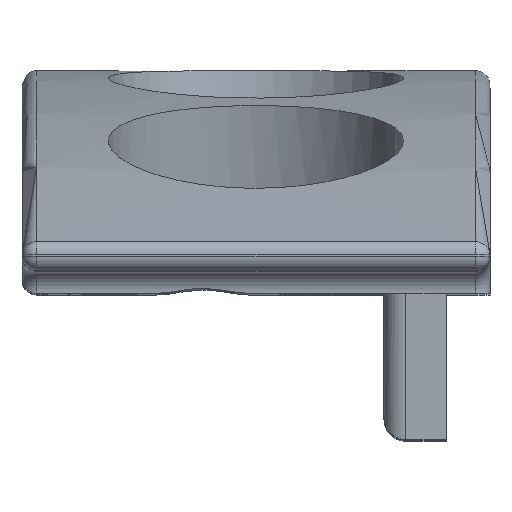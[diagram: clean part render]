
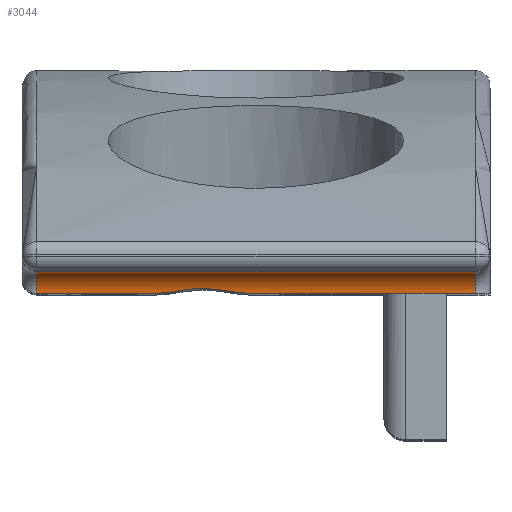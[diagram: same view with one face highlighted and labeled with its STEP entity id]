
A CAD part, top view. The second image highlights one B-rep face of the part: STEP entity #3044.
In plain terms, the highlighted cylindrical face has radius 3 mm (diameter 6 mm), a partial arc.
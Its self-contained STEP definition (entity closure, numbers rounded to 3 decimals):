
#30 = AXIS2_PLACEMENT_3D ( 'NONE', #3177, #1559, #2602 ) ;
#36 = CARTESIAN_POINT ( 'NONE',  ( 24.221, 0.697, 70.082 ) ) ;
#69 = CARTESIAN_POINT ( 'NONE',  ( 23.687, 0.663, 70.073 ) ) ;
#140 = VECTOR ( 'NONE', #2771, 1000. ) ;
#213 = VERTEX_POINT ( 'NONE', #773 ) ;
#301 = LINE ( 'NONE', #4025, #3926 ) ;
#389 = ORIENTED_EDGE ( 'NONE', *, *, #479, .T. ) ;
#479 = EDGE_CURVE ( 'NONE', #213, #3519, #6607, .T. ) ;
#502 = CARTESIAN_POINT ( 'NONE',  ( 18.949, 0., 70. ) ) ;
#753 = ORIENTED_EDGE ( 'NONE', *, *, #4917, .F. ) ;
#773 = CARTESIAN_POINT ( 'NONE',  ( 18.413, 0., 70. ) ) ;
#778 = CARTESIAN_POINT ( 'NONE',  ( 52.5, 0., 70. ) ) ;
#836 = CARTESIAN_POINT ( 'NONE',  ( 64., 0., 73. ) ) ;
#1141 = CARTESIAN_POINT ( 'NONE',  ( 18.413, 0., 70. ) ) ;
#1160 = CARTESIAN_POINT ( 'NONE',  ( 2., 0., 73. ) ) ;
#1244 = DIRECTION ( 'NONE',  ( -1., 0., 0. ) ) ;
#1309 = DIRECTION ( 'NONE',  ( -1., 0., 0. ) ) ;
#1341 = CYLINDRICAL_SURFACE ( 'NONE', #3011, 3. ) ;
#1559 = DIRECTION ( 'NONE',  ( 1., 0., 0. ) ) ;
#1579 = CARTESIAN_POINT ( 'NONE',  ( 58., 0., 70. ) ) ;
#1646 = ORIENTED_EDGE ( 'NONE', *, *, #5689, .F. ) ;
#1682 = CARTESIAN_POINT ( 'NONE',  ( 19.479, 0.047, 70. ) ) ;
#1713 = CARTESIAN_POINT ( 'NONE',  ( 20.533, 0.186, 70.005 ) ) ;
#1906 = DIRECTION ( 'NONE',  ( 0., 0., -1. ) ) ;
#2229 = EDGE_CURVE ( 'NONE', #3681, #2611, #2314, .T. ) ;
#2231 = CARTESIAN_POINT ( 'NONE',  ( 25.811, 0.662, 70.073 ) ) ;
#2314 = CIRCLE ( 'NONE', #30, 3. ) ;
#2325 = CARTESIAN_POINT ( 'NONE',  ( 2., 3., 73. ) ) ;
#2459 = DIRECTION ( 'NONE',  ( 0., 0., 1. ) ) ;
#2492 = FACE_OUTER_BOUND ( 'NONE', #3774, .T. ) ;
#2543 = VECTOR ( 'NONE', #1244, 1000. ) ;
#2590 = EDGE_CURVE ( 'NONE', #5487, #5223, #6550, .T. ) ;
#2602 = DIRECTION ( 'NONE',  ( 0., 0., -1. ) ) ;
#2611 = VERTEX_POINT ( 'NONE', #2929 ) ;
#2768 = CARTESIAN_POINT ( 'NONE',  ( 22.631, 0.543, 70.049 ) ) ;
#2771 = DIRECTION ( 'NONE',  ( 1., 0., 0. ) ) ;
#2802 = CARTESIAN_POINT ( 'NONE',  ( 31.073, 0., 70. ) ) ;
#2929 = CARTESIAN_POINT ( 'NONE',  ( 62., 3., 73. ) ) ;
#3010 = CARTESIAN_POINT ( 'NONE',  ( 62., 0., 70. ) ) ;
#3011 = AXIS2_PLACEMENT_3D ( 'NONE', #836, #1309, #2459 ) ;
#3044 = ADVANCED_FACE ( 'NONE', ( #2492 ), #1341, .F. ) ;
#3144 = EDGE_CURVE ( 'NONE', #6123, #2611, #301, .T. ) ;
#3177 = CARTESIAN_POINT ( 'NONE',  ( 62., 0., 73. ) ) ;
#3267 = CARTESIAN_POINT ( 'NONE',  ( 21.057, 0.279, 70.012 ) ) ;
#3311 = DIRECTION ( 'NONE',  ( -1., 0., 0. ) ) ;
#3333 = CARTESIAN_POINT ( 'NONE',  ( 26.863, 0.542, 70.049 ) ) ;
#3351 = CARTESIAN_POINT ( 'NONE',  ( 2., 0., 70. ) ) ;
#3366 = CARTESIAN_POINT ( 'NONE',  ( 30.004, 0., 70. ) ) ;
#3519 = VERTEX_POINT ( 'NONE', #6107 ) ;
#3532 = CARTESIAN_POINT ( 'NONE',  ( 64., 0., 70. ) ) ;
#3681 = VERTEX_POINT ( 'NONE', #3010 ) ;
#3774 = EDGE_LOOP ( 'NONE', ( #5250, #389, #753, #5225, #1646, #4354, #5991, #5372 ) ) ;
#3895 = CARTESIAN_POINT ( 'NONE',  ( 25.283, 0.696, 70.082 ) ) ;
#3926 = VECTOR ( 'NONE', #6198, 1000. ) ;
#3997 = LINE ( 'NONE', #3532, #6619 ) ;
#4025 = CARTESIAN_POINT ( 'NONE',  ( 64., 3., 73. ) ) ;
#4091 = VERTEX_POINT ( 'NONE', #3351 ) ;
#4354 = ORIENTED_EDGE ( 'NONE', *, *, #2229, .T. ) ;
#4363 = EDGE_CURVE ( 'NONE', #6123, #4091, #6962, .T. ) ;
#4375 = CARTESIAN_POINT ( 'NONE',  ( 64., 0., 70. ) ) ;
#4396 = CARTESIAN_POINT ( 'NONE',  ( 22.106, 0.458, 70.034 ) ) ;
#4421 = CARTESIAN_POINT ( 'NONE',  ( 58., 0., 70. ) ) ;
#4529 = EDGE_CURVE ( 'NONE', #213, #4091, #5678, .T. ) ;
#4893 = CARTESIAN_POINT ( 'NONE',  ( 28.958, 0.189, 70.001 ) ) ;
#4917 = EDGE_CURVE ( 'NONE', #5487, #3519, #3997, .T. ) ;
#5223 = VERTEX_POINT ( 'NONE', #4421 ) ;
#5225 = ORIENTED_EDGE ( 'NONE', *, *, #2590, .T. ) ;
#5238 = DIRECTION ( 'NONE',  ( -1., 0., 0. ) ) ;
#5250 = ORIENTED_EDGE ( 'NONE', *, *, #4529, .F. ) ;
#5363 = VECTOR ( 'NONE', #3311, 1000. ) ;
#5372 = ORIENTED_EDGE ( 'NONE', *, *, #4363, .T. ) ;
#5487 = VERTEX_POINT ( 'NONE', #778 ) ;
#5494 = CARTESIAN_POINT ( 'NONE',  ( 27.387, 0.457, 70.034 ) ) ;
#5563 = LINE ( 'NONE', #5633, #2543 ) ;
#5633 = CARTESIAN_POINT ( 'NONE',  ( 64., 0., 70. ) ) ;
#5678 = LINE ( 'NONE', #4375, #5363 ) ;
#5689 = EDGE_CURVE ( 'NONE', #3681, #5223, #5563, .T. ) ;
#5753 = DIRECTION ( 'NONE',  ( -1., 0., 0. ) ) ;
#5991 = ORIENTED_EDGE ( 'NONE', *, *, #3144, .F. ) ;
#6107 = CARTESIAN_POINT ( 'NONE',  ( 31.073, 0., 70. ) ) ;
#6123 = VERTEX_POINT ( 'NONE', #2325 ) ;
#6198 = DIRECTION ( 'NONE',  ( 1., 0., 0. ) ) ;
#6550 = LINE ( 'NONE', #1579, #140 ) ;
#6607 = B_SPLINE_CURVE_WITH_KNOTS ( 'NONE', 3,
 ( #1141, #502, #1682, #1713, #3267, #4396, #2768, #69, #36, #3895, #2231, #3333, #5494, #4893, #3366, #2802 ),
 .UNSPECIFIED., .F., .F.,
 ( 4, 2, 2, 2, 2, 2, 2, 4 ),
 ( 0., 0.002, 0.003, 0.005, 0.006, 0.008, 0.01, 0.013 ),
 .UNSPECIFIED. ) ;
#6619 = VECTOR ( 'NONE', #5238, 1000. ) ;
#6717 = AXIS2_PLACEMENT_3D ( 'NONE', #1160, #5753, #1906 ) ;
#6962 = CIRCLE ( 'NONE', #6717, 3. ) ;
